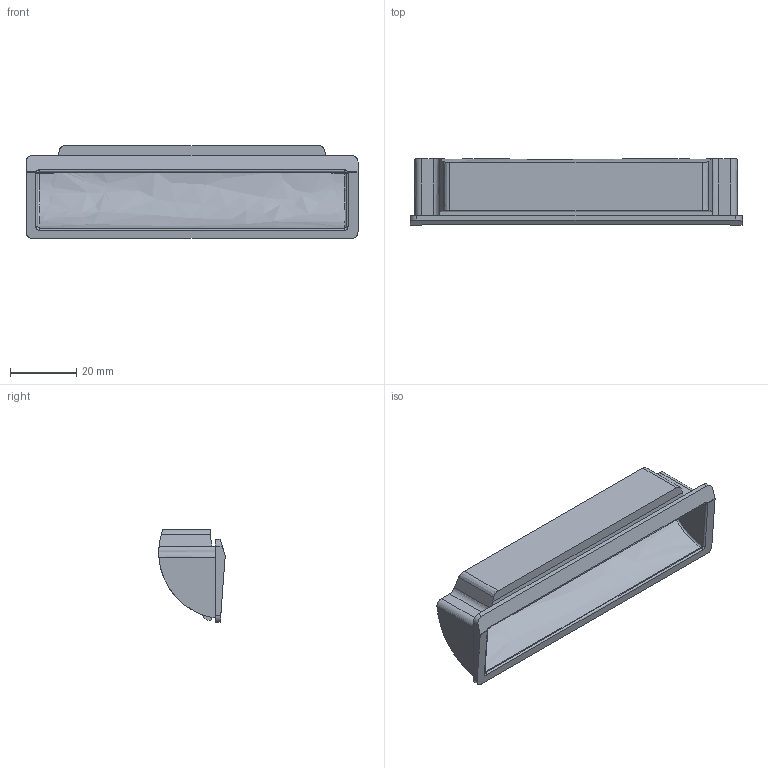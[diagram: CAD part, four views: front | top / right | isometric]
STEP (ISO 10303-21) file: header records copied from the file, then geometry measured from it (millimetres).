
FILE_DESCRIPTION((''),'2;1');
FILE_NAME('','2006-10-08T14:26:18',(''),(''),'','CADfix','');
FILE_SCHEMA(('AUTOMOTIVE_DESIGN'));
Length unit declared in the file: millimetre
Products named in the file (1): pull
Bounding box: 100 x 19.99 x 28 mm (x, y, z)
Volume: 11717.3 mm3; surface area: 13142.8 mm2
Topology: 1 solids, 1 shells, 77 faces, 198 edges, 124 vertices
Faces by surface type: bspline 77
Entity records: 3004 total; most frequent: CARTESIAN_POINT 1871, ORIENTED_EDGE 396, EDGE_CURVE 198, VERTEX_POINT 124, QUASI_UNIFORM_CURVE 108, EDGE_LOOP 78, FACE_OUTER_BOUND 77, ADVANCED_FACE 77
